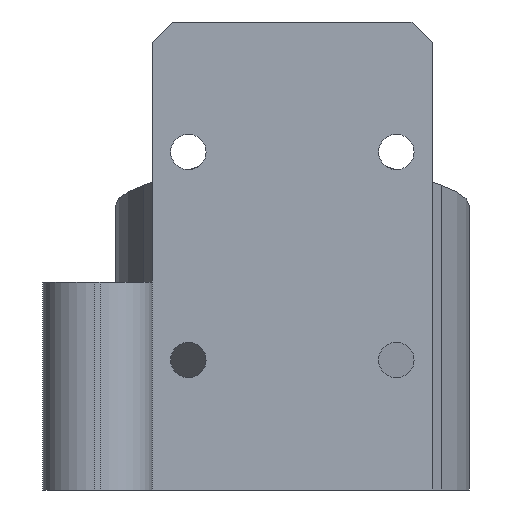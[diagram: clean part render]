
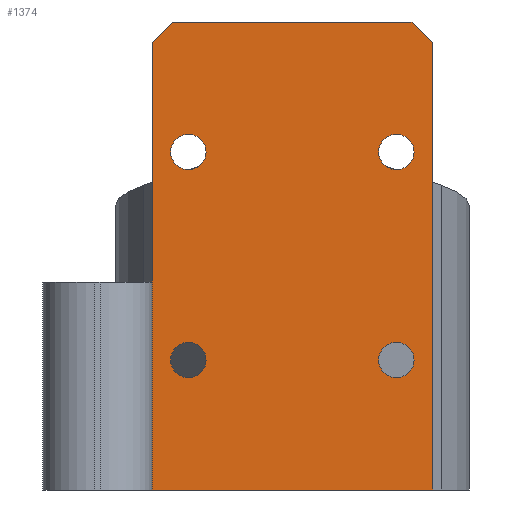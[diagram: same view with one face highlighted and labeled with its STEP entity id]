
A CAD part, front view. The second image highlights one B-rep face of the part: STEP entity #1374.
In plain terms, the highlighted planar face has unit normal (0, -1, 0).
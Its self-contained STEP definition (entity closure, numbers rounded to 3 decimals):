
#186 = VERTEX_POINT('',#187);
#187 = CARTESIAN_POINT('',(13.5,5.,-22.5));
#193 = EDGE_CURVE('',#186,#194,#196,.T.);
#194 = VERTEX_POINT('',#195);
#195 = CARTESIAN_POINT('',(-13.5,5.,-22.5));
#196 = LINE('',#197,#198);
#197 = CARTESIAN_POINT('',(13.5,5.,-22.5));
#198 = VECTOR('',#199,1.);
#199 = DIRECTION('',(-1.,0.,0.));
#1329 = EDGE_CURVE('',#1330,#186,#1332,.T.);
#1330 = VERTEX_POINT('',#1331);
#1331 = CARTESIAN_POINT('',(13.5,5.,20.5));
#1332 = LINE('',#1333,#1334);
#1333 = CARTESIAN_POINT('',(13.5,5.,22.5));
#1334 = VECTOR('',#1335,1.);
#1335 = DIRECTION('',(0.,0.,-1.));
#1374 = ADVANCED_FACE('',(#1375,#1417,#1428,#1439,#1450),#1461,.T.);
#1375 = FACE_BOUND('',#1376,.T.);
#1376 = EDGE_LOOP('',(#1377,#1378,#1386,#1394,#1402,#1410,#1416));
#1377 = ORIENTED_EDGE('',*,*,#1329,.F.);
#1378 = ORIENTED_EDGE('',*,*,#1379,.T.);
#1379 = EDGE_CURVE('',#1330,#1380,#1382,.T.);
#1380 = VERTEX_POINT('',#1381);
#1381 = CARTESIAN_POINT('',(11.5,5.,22.5));
#1382 = LINE('',#1383,#1384);
#1383 = CARTESIAN_POINT('',(14.75,5.,19.25));
#1384 = VECTOR('',#1385,1.);
#1385 = DIRECTION('',(-0.707,0.,0.707));
#1386 = ORIENTED_EDGE('',*,*,#1387,.F.);
#1387 = EDGE_CURVE('',#1388,#1380,#1390,.T.);
#1388 = VERTEX_POINT('',#1389);
#1389 = CARTESIAN_POINT('',(-11.5,5.,22.5));
#1390 = LINE('',#1391,#1392);
#1391 = CARTESIAN_POINT('',(-13.5,5.,22.5));
#1392 = VECTOR('',#1393,1.);
#1393 = DIRECTION('',(1.,0.,0.));
#1394 = ORIENTED_EDGE('',*,*,#1395,.F.);
#1395 = EDGE_CURVE('',#1396,#1388,#1398,.T.);
#1396 = VERTEX_POINT('',#1397);
#1397 = CARTESIAN_POINT('',(-13.5,5.,20.5));
#1398 = LINE('',#1399,#1400);
#1399 = CARTESIAN_POINT('',(-14.75,5.,19.25));
#1400 = VECTOR('',#1401,1.);
#1401 = DIRECTION('',(0.707,0.,0.707));
#1402 = ORIENTED_EDGE('',*,*,#1403,.F.);
#1403 = EDGE_CURVE('',#1404,#1396,#1406,.T.);
#1404 = VERTEX_POINT('',#1405);
#1405 = CARTESIAN_POINT('',(-13.5,5.,-2.5));
#1406 = LINE('',#1407,#1408);
#1407 = CARTESIAN_POINT('',(-13.5,5.,-22.5));
#1408 = VECTOR('',#1409,1.);
#1409 = DIRECTION('',(0.,0.,1.));
#1410 = ORIENTED_EDGE('',*,*,#1411,.F.);
#1411 = EDGE_CURVE('',#194,#1404,#1412,.T.);
#1412 = LINE('',#1413,#1414);
#1413 = CARTESIAN_POINT('',(-13.5,5.,-22.5));
#1414 = VECTOR('',#1415,1.);
#1415 = DIRECTION('',(0.,0.,1.));
#1416 = ORIENTED_EDGE('',*,*,#193,.F.);
#1417 = FACE_BOUND('',#1418,.T.);
#1418 = EDGE_LOOP('',(#1419));
#1419 = ORIENTED_EDGE('',*,*,#1420,.F.);
#1420 = EDGE_CURVE('',#1421,#1421,#1423,.T.);
#1421 = VERTEX_POINT('',#1422);
#1422 = CARTESIAN_POINT('',(-8.3,5.,10.));
#1423 = CIRCLE('',#1424,1.7);
#1424 = AXIS2_PLACEMENT_3D('',#1425,#1426,#1427);
#1425 = CARTESIAN_POINT('',(-10.,5.,10.));
#1426 = DIRECTION('',(0.,-1.,0.));
#1427 = DIRECTION('',(1.,0.,0.));
#1428 = FACE_BOUND('',#1429,.T.);
#1429 = EDGE_LOOP('',(#1430));
#1430 = ORIENTED_EDGE('',*,*,#1431,.F.);
#1431 = EDGE_CURVE('',#1432,#1432,#1434,.T.);
#1432 = VERTEX_POINT('',#1433);
#1433 = CARTESIAN_POINT('',(-8.3,5.,-10.));
#1434 = CIRCLE('',#1435,1.7);
#1435 = AXIS2_PLACEMENT_3D('',#1436,#1437,#1438);
#1436 = CARTESIAN_POINT('',(-10.,5.,-10.));
#1437 = DIRECTION('',(0.,-1.,0.));
#1438 = DIRECTION('',(1.,0.,0.));
#1439 = FACE_BOUND('',#1440,.T.);
#1440 = EDGE_LOOP('',(#1441));
#1441 = ORIENTED_EDGE('',*,*,#1442,.F.);
#1442 = EDGE_CURVE('',#1443,#1443,#1445,.T.);
#1443 = VERTEX_POINT('',#1444);
#1444 = CARTESIAN_POINT('',(11.7,5.,10.));
#1445 = CIRCLE('',#1446,1.7);
#1446 = AXIS2_PLACEMENT_3D('',#1447,#1448,#1449);
#1447 = CARTESIAN_POINT('',(10.,5.,10.));
#1448 = DIRECTION('',(0.,-1.,0.));
#1449 = DIRECTION('',(1.,0.,0.));
#1450 = FACE_BOUND('',#1451,.T.);
#1451 = EDGE_LOOP('',(#1452));
#1452 = ORIENTED_EDGE('',*,*,#1453,.F.);
#1453 = EDGE_CURVE('',#1454,#1454,#1456,.T.);
#1454 = VERTEX_POINT('',#1455);
#1455 = CARTESIAN_POINT('',(11.7,5.,-10.));
#1456 = CIRCLE('',#1457,1.7);
#1457 = AXIS2_PLACEMENT_3D('',#1458,#1459,#1460);
#1458 = CARTESIAN_POINT('',(10.,5.,-10.));
#1459 = DIRECTION('',(0.,-1.,0.));
#1460 = DIRECTION('',(1.,0.,0.));
#1461 = PLANE('',#1462);
#1462 = AXIS2_PLACEMENT_3D('',#1463,#1464,#1465);
#1463 = CARTESIAN_POINT('',(0.,5.,0.));
#1464 = DIRECTION('',(-0.,-1.,-0.));
#1465 = DIRECTION('',(0.,0.,-1.));
